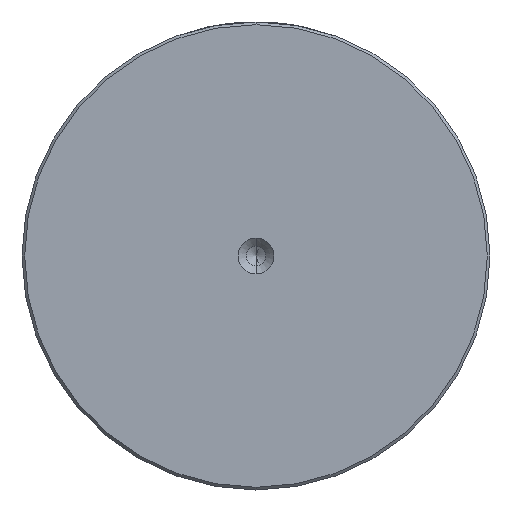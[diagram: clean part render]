
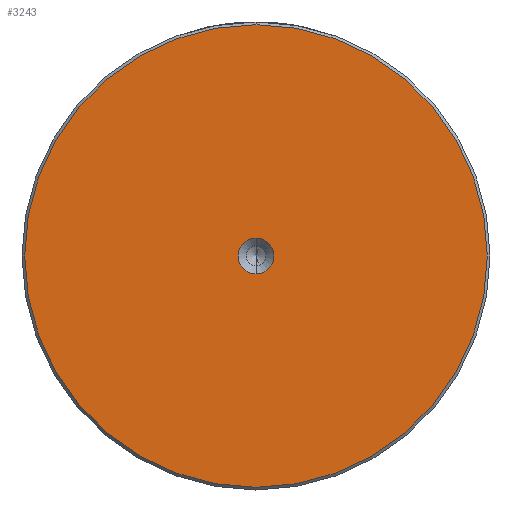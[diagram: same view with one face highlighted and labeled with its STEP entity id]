
A CAD part, left-side view. The second image highlights one B-rep face of the part: STEP entity #3243.
In plain terms, the highlighted planar face has unit normal (-1, 0, 0).
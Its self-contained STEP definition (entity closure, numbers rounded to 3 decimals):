
#281 = CARTESIAN_POINT ( 'NONE',  ( 0., 0., 0. ) ) ;
#296 = EDGE_LOOP ( 'NONE', ( #2666, #1246 ) ) ;
#451 = VERTEX_POINT ( 'NONE', #2940 ) ;
#514 = DIRECTION ( 'NONE',  ( -1., 0., 0. ) ) ;
#538 = DIRECTION ( 'NONE',  ( 0., 0., 1. ) ) ;
#626 = AXIS2_PLACEMENT_3D ( 'NONE', #281, #2095, #538 ) ;
#641 = PLANE ( 'NONE',  #2532 ) ;
#820 = FACE_BOUND ( 'NONE', #2119, .T. ) ;
#902 = CIRCLE ( 'NONE', #2199, 42.5 ) ;
#940 = CIRCLE ( 'NONE', #2139, 42.5 ) ;
#1025 = EDGE_CURVE ( 'NONE', #1198, #451, #1769, .T. ) ;
#1137 = CARTESIAN_POINT ( 'NONE',  ( 0., 0., 0. ) ) ;
#1198 = VERTEX_POINT ( 'NONE', #2259 ) ;
#1246 = ORIENTED_EDGE ( 'NONE', *, *, #2429, .T. ) ;
#1394 = CARTESIAN_POINT ( 'NONE',  ( 0., 0., 0. ) ) ;
#1411 = DIRECTION ( 'NONE',  ( 0., 0., 1. ) ) ;
#1430 = FACE_OUTER_BOUND ( 'NONE', #296, .T. ) ;
#1585 = ORIENTED_EDGE ( 'NONE', *, *, #1025, .F. ) ;
#1667 = DIRECTION ( 'NONE',  ( 0., 0., 1. ) ) ;
#1692 = DIRECTION ( 'NONE',  ( 0., 0., 1. ) ) ;
#1769 = CIRCLE ( 'NONE', #2058, 3.3 ) ;
#1771 = CIRCLE ( 'NONE', #626, 3.3 ) ;
#1845 = ORIENTED_EDGE ( 'NONE', *, *, #2070, .F. ) ;
#2058 = AXIS2_PLACEMENT_3D ( 'NONE', #1394, #3239, #1667 ) ;
#2070 = EDGE_CURVE ( 'NONE', #451, #1198, #1771, .T. ) ;
#2074 = CARTESIAN_POINT ( 'NONE',  ( 0., 0., 0. ) ) ;
#2090 = VERTEX_POINT ( 'NONE', #3153 ) ;
#2095 = DIRECTION ( 'NONE',  ( -1., 0., 0. ) ) ;
#2119 = EDGE_LOOP ( 'NONE', ( #1585, #1845 ) ) ;
#2139 = AXIS2_PLACEMENT_3D ( 'NONE', #2074, #514, #2337 ) ;
#2146 = EDGE_CURVE ( 'NONE', #2381, #2090, #902, .T. ) ;
#2199 = AXIS2_PLACEMENT_3D ( 'NONE', #1137, #3001, #1411 ) ;
#2259 = CARTESIAN_POINT ( 'NONE',  ( 0., 0., 3.3 ) ) ;
#2337 = DIRECTION ( 'NONE',  ( 0., 0., 1. ) ) ;
#2381 = VERTEX_POINT ( 'NONE', #2821 ) ;
#2429 = EDGE_CURVE ( 'NONE', #2090, #2381, #940, .T. ) ;
#2532 = AXIS2_PLACEMENT_3D ( 'NONE', #2737, #3264, #1692 ) ;
#2666 = ORIENTED_EDGE ( 'NONE', *, *, #2146, .T. ) ;
#2737 = CARTESIAN_POINT ( 'NONE',  ( 0., 0., 0. ) ) ;
#2821 = CARTESIAN_POINT ( 'NONE',  ( 0., 0., -42.5 ) ) ;
#2940 = CARTESIAN_POINT ( 'NONE',  ( 0., 0., -3.3 ) ) ;
#3001 = DIRECTION ( 'NONE',  ( -1., 0., 0. ) ) ;
#3153 = CARTESIAN_POINT ( 'NONE',  ( 0., 0., 42.5 ) ) ;
#3239 = DIRECTION ( 'NONE',  ( -1., 0., 0. ) ) ;
#3243 = ADVANCED_FACE ( 'NONE', ( #1430, #820 ), #641, .T. ) ;
#3264 = DIRECTION ( 'NONE',  ( -1., 0., 0. ) ) ;
